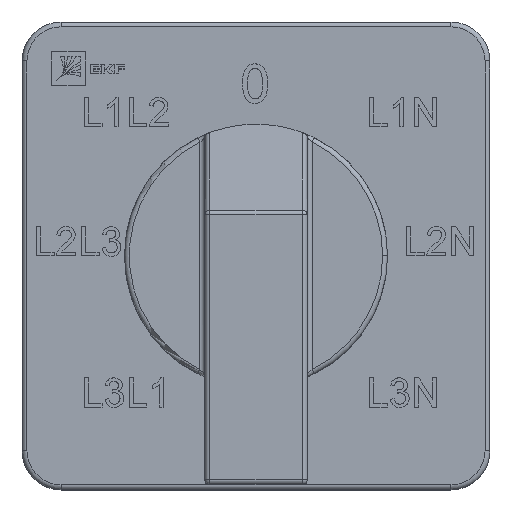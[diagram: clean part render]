
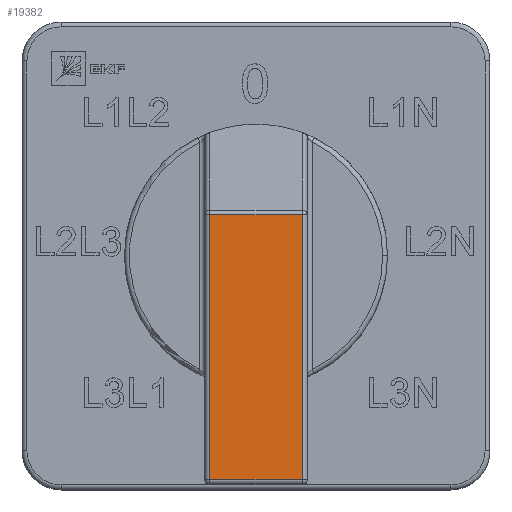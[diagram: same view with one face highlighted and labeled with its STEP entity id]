
A CAD part, top view. The second image highlights one B-rep face of the part: STEP entity #19382.
In plain terms, the highlighted planar face has unit normal (0, 0, 1).
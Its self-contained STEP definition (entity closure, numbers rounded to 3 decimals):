
#836 = VERTEX_POINT ( 'NONE', #23551 ) ;
#2583 = LINE ( 'NONE', #11050, #21526 ) ;
#3313 = LINE ( 'NONE', #17840, #27874 ) ;
#3449 = DIRECTION ( 'NONE',  ( 0., 0., -1. ) ) ;
#3522 = LINE ( 'NONE', #21171, #14362 ) ;
#5100 = VECTOR ( 'NONE', #24349, 1000. ) ;
#6407 = ORIENTED_EDGE ( 'NONE', *, *, #30008, .T. ) ;
#7008 = ORIENTED_EDGE ( 'NONE', *, *, #29087, .T. ) ;
#7580 = EDGE_CURVE ( 'NONE', #10999, #13611, #9929, .T. ) ;
#9125 = FACE_OUTER_BOUND ( 'NONE', #24355, .T. ) ;
#9929 = LINE ( 'NONE', #23247, #5100 ) ;
#10754 = DIRECTION ( 'NONE',  ( 0., 1., 0. ) ) ;
#10999 = VERTEX_POINT ( 'NONE', #30525 ) ;
#11050 = CARTESIAN_POINT ( 'NONE',  ( 4.75, 4.5, 23.5 ) ) ;
#11526 = CARTESIAN_POINT ( 'NONE',  ( -4.75, -23., 23.5 ) ) ;
#11603 = DIRECTION ( 'NONE',  ( 0., -1., 0. ) ) ;
#13611 = VERTEX_POINT ( 'NONE', #24089 ) ;
#14137 = ORIENTED_EDGE ( 'NONE', *, *, #7580, .T. ) ;
#14362 = VECTOR ( 'NONE', #11603, 1000. ) ;
#15668 = DIRECTION ( 'NONE',  ( 1., 0., 0. ) ) ;
#17604 = CARTESIAN_POINT ( 'NONE',  ( 5.25, 4.5, 23.5 ) ) ;
#17840 = CARTESIAN_POINT ( 'NONE',  ( 5.25, -23., 23.5 ) ) ;
#18477 = EDGE_CURVE ( 'NONE', #13611, #28559, #3522, .T. ) ;
#19382 = ADVANCED_FACE ( 'NONE', ( #9125 ), #25070, .F. ) ;
#21171 = CARTESIAN_POINT ( 'NONE',  ( -4.75, -23.5, 23.5 ) ) ;
#21526 = VECTOR ( 'NONE', #22886, 1000. ) ;
#22886 = DIRECTION ( 'NONE',  ( 0., 1., 0. ) ) ;
#23247 = CARTESIAN_POINT ( 'NONE',  ( 5.25, 4.203, 23.5 ) ) ;
#23551 = CARTESIAN_POINT ( 'NONE',  ( 4.75, -23., 23.5 ) ) ;
#24089 = CARTESIAN_POINT ( 'NONE',  ( -4.75, 4.203, 23.5 ) ) ;
#24349 = DIRECTION ( 'NONE',  ( -1., 0., 0. ) ) ;
#24355 = EDGE_LOOP ( 'NONE', ( #7008, #14137, #27479, #6407 ) ) ;
#25070 = PLANE ( 'NONE',  #27711 ) ;
#27479 = ORIENTED_EDGE ( 'NONE', *, *, #18477, .T. ) ;
#27711 = AXIS2_PLACEMENT_3D ( 'NONE', #17604, #3449, #10754 ) ;
#27874 = VECTOR ( 'NONE', #15668, 1000. ) ;
#28559 = VERTEX_POINT ( 'NONE', #11526 ) ;
#29087 = EDGE_CURVE ( 'NONE', #836, #10999, #2583, .T. ) ;
#30008 = EDGE_CURVE ( 'NONE', #28559, #836, #3313, .T. ) ;
#30525 = CARTESIAN_POINT ( 'NONE',  ( 4.75, 4.203, 23.5 ) ) ;
